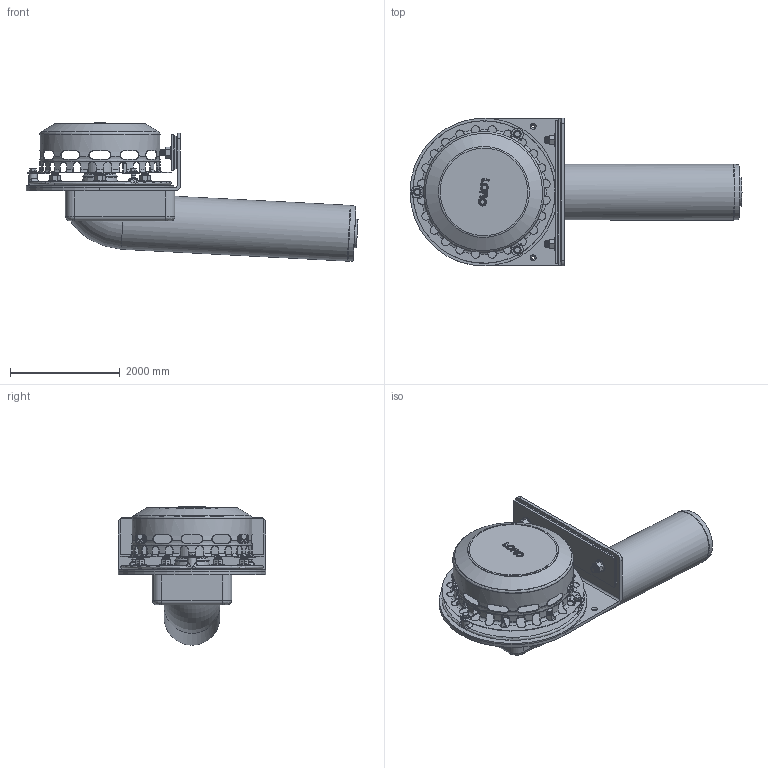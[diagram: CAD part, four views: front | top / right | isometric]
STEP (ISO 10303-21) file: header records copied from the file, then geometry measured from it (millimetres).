
FILE_DESCRIPTION(/* description */ (''),/* implementation_level */ '2;1');
FILE_NAME(/* name */ '13617.100X_3D.stp',/* time_stamp */ '2024-12-11T14:49:55+01:00',/* author */ ('CAD'),/* organization */ (''),/* preprocessor_version */ 'ST-DEVELOPER v20',/* originating_system */ 'AutoCAD Mechanical',/* authorisation */ '');
FILE_SCHEMA (('AUTOMOTIVE_DESIGN { 1 0 10303 214 3 1 1 }'));
Length unit declared in the file: centimetre
Products named in the file (5): Product; KORB; *U2; *U1; *S3
Assembly tree (9 placements, depth 3):
  Product
    KORB
    *U2
      *U1  x6
    *S3
Bounding box: 6063.65 x 2700 x 2525.94 mm (x, y, z)
Volume: 1754583480 mm3; surface area: 127116186.9 mm2
Topology: 41 solids, 41 shells, 1507 faces, 3575 edges, 2121 vertices
Faces by surface type: cylinder 527, cone 455, plane 374, torus 124, bspline 24, sphere 3
Full cylindrical faces by diameter (mm): 40 x3, 55 x2, 60 x3, 70 x12, 80 x21, 100 x3, 105 x2, 120 x144, 133.198 x40, 160 x16, 500 x4, 530 x4, 558.788 x1, 560 x1, 578.049 x1, 590 x1, 600 x1, 630 x1, 980 x1, 1020 x1, 1220 x1, 1300 x1, 2130 x1, 2180 x2, 2200 x2, 2600 x1, 2700 x1
Entity records: 47694 total; most frequent: CARTESIAN_POINT 16170, DIRECTION 6822, ORIENTED_EDGE 6426, EDGE_CURVE 3213, AXIS2_PLACEMENT_3D 2779, VERTEX_POINT 1903, EDGE_LOOP 1480, CIRCLE 1410
